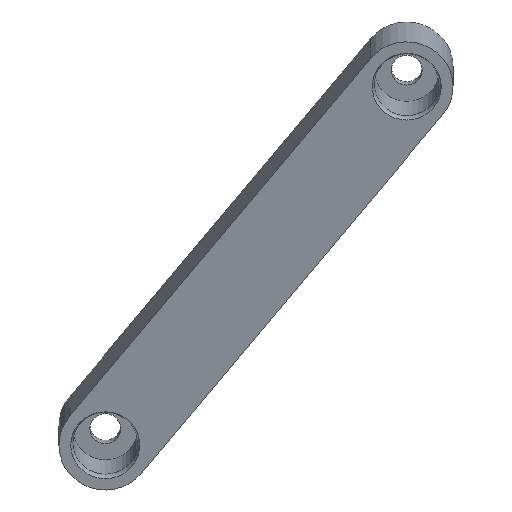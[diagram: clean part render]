
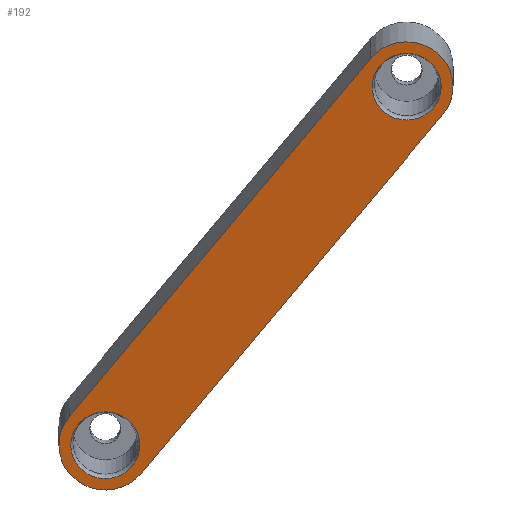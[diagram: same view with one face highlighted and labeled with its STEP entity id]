
A CAD part, top view. The second image highlights one B-rep face of the part: STEP entity #192.
In plain terms, the highlighted planar face has unit normal (0, -0.259, 0.966).
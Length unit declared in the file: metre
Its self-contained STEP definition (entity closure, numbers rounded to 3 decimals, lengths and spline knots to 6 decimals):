
#20=LINE('',#320,#28);
#21=LINE('',#324,#29);
#28=VECTOR('',#255,1.);
#29=VECTOR('',#258,1.);
#36=ORIENTED_EDGE('',*,*,#80,.F.);
#37=ORIENTED_EDGE('',*,*,#81,.F.);
#38=ORIENTED_EDGE('',*,*,#82,.T.);
#39=ORIENTED_EDGE('',*,*,#83,.F.);
#40=ORIENTED_EDGE('',*,*,#84,.F.);
#41=ORIENTED_EDGE('',*,*,#85,.F.);
#80=EDGE_CURVE('',#102,#102,#120,.T.);
#81=EDGE_CURVE('',#103,#104,#121,.T.);
#82=EDGE_CURVE('',#103,#105,#20,.T.);
#83=EDGE_CURVE('',#106,#105,#122,.T.);
#84=EDGE_CURVE('',#104,#106,#21,.T.);
#85=EDGE_CURVE('',#107,#107,#123,.T.);
#102=VERTEX_POINT('',#316);
#103=VERTEX_POINT('',#318);
#104=VERTEX_POINT('',#319);
#105=VERTEX_POINT('',#321);
#106=VERTEX_POINT('',#323);
#107=VERTEX_POINT('',#326);
#120=CIRCLE('',#220,0.004467);
#121=CIRCLE('',#221,0.006);
#122=CIRCLE('',#222,0.006);
#123=CIRCLE('',#223,0.004467);
#134=EDGE_LOOP('',(#36));
#135=EDGE_LOOP('',(#37,#38,#39,#40));
#136=EDGE_LOOP('',(#41));
#160=FACE_BOUND('',#134,.T.);
#161=FACE_BOUND('',#135,.T.);
#162=FACE_BOUND('',#136,.T.);
#186=PLANE('',#219);
#192=ADVANCED_FACE('',(#160,#161,#162),#186,.F.);
#219=AXIS2_PLACEMENT_3D('',#314,#249,#250);
#220=AXIS2_PLACEMENT_3D('',#315,#251,#252);
#221=AXIS2_PLACEMENT_3D('',#317,#253,#254);
#222=AXIS2_PLACEMENT_3D('',#322,#256,#257);
#223=AXIS2_PLACEMENT_3D('',#325,#259,#260);
#249=DIRECTION('',(0.,0.259,-0.966));
#250=DIRECTION('',(1.,0.,0.));
#251=DIRECTION('',(0.,-0.259,0.966));
#252=DIRECTION('',(0.,-0.966,-0.259));
#253=DIRECTION('',(0.,0.259,-0.966));
#254=DIRECTION('',(0.,0.966,0.259));
#255=DIRECTION('',(-0.631,-0.75,-0.201));
#256=DIRECTION('',(0.,0.259,-0.966));
#257=DIRECTION('',(0.,0.966,0.259));
#258=DIRECTION('',(-0.631,-0.75,-0.201));
#259=DIRECTION('',(0.,-0.259,0.966));
#260=DIRECTION('',(0.,-0.966,-0.259));
#314=CARTESIAN_POINT('',(0.,0.000433,0.091477));
#315=CARTESIAN_POINT('',(-0.023,-0.01616,0.087031));
#316=CARTESIAN_POINT('',(-0.023,-0.020474,0.085875));
#317=CARTESIAN_POINT('',(0.016,0.030205,0.099454));
#318=CARTESIAN_POINT('',(0.011343,0.033859,0.100433));
#319=CARTESIAN_POINT('',(0.020657,0.02655,0.098475));
#320=CARTESIAN_POINT('',(-0.008157,0.010677,0.094222));
#321=CARTESIAN_POINT('',(-0.027657,-0.012505,0.08801));
#322=CARTESIAN_POINT('',(-0.023,-0.01616,0.087031));
#323=CARTESIAN_POINT('',(-0.018343,-0.019815,0.086051));
#324=CARTESIAN_POINT('',(0.001157,0.003368,0.092263));
#325=CARTESIAN_POINT('',(0.016,0.030205,0.099454));
#326=CARTESIAN_POINT('',(0.016,0.02589,0.098298));
